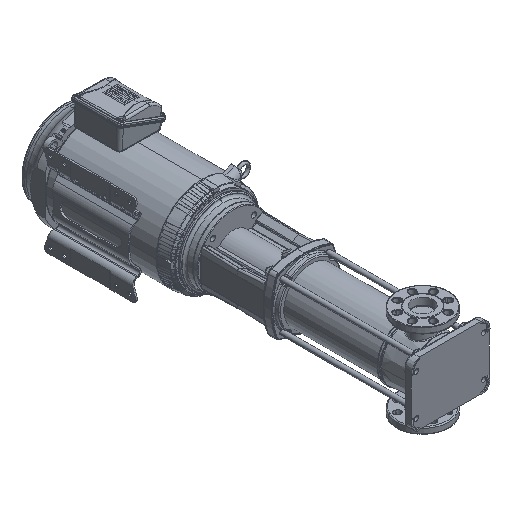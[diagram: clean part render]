
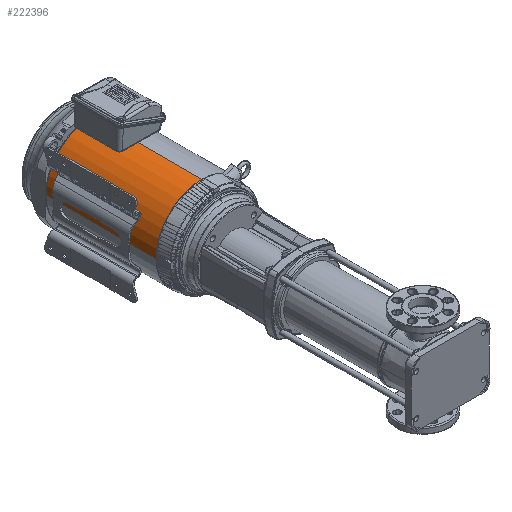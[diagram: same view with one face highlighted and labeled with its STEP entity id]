
A CAD part, isometric view. The second image highlights one B-rep face of the part: STEP entity #222396.
In plain terms, the highlighted cylindrical face has radius 146.3 mm (diameter 292.6 mm), a partial arc.
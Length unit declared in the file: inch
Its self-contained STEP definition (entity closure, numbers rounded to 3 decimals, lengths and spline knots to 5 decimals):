
#5426 = ORIENTED_EDGE ( 'NONE', *, *, #246889, .F. ) ;
#6136 = DIRECTION ( 'NONE',  ( -1., 0., 0. ) ) ;
#9809 = CARTESIAN_POINT ( 'NONE',  ( 46.25072, 0.21852, 0. ) ) ;
#10639 = CARTESIAN_POINT ( 'NONE',  ( -5.61276, 0.21852, 0. ) ) ;
#19167 = AXIS2_PLACEMENT_3D ( 'NONE', #9809, #6136, #64855 ) ;
#34530 = CARTESIAN_POINT ( 'NONE',  ( 46.25072, 0.21852, 5.75984 ) ) ;
#36235 = VERTEX_POINT ( 'NONE', #192246 ) ;
#49861 = ORIENTED_EDGE ( 'NONE', *, *, #169923, .T. ) ;
#53113 = CIRCLE ( 'NONE', #208734, 5.75984 ) ;
#64855 = DIRECTION ( 'NONE',  ( 0., 0., 1. ) ) ;
#66103 = FACE_OUTER_BOUND ( 'NONE', #91450, .T. ) ;
#67023 = VERTEX_POINT ( 'NONE', #195519 ) ;
#72429 = VERTEX_POINT ( 'NONE', #97638 ) ;
#91450 = EDGE_LOOP ( 'NONE', ( #104236, #49861, #152113, #5426 ) ) ;
#97638 = CARTESIAN_POINT ( 'NONE',  ( -5.61276, -5.54132, 0.00101 ) ) ;
#99131 = AXIS2_PLACEMENT_3D ( 'NONE', #10639, #100751, #235687 ) ;
#100751 = DIRECTION ( 'NONE',  ( -1., 0., 0. ) ) ;
#104236 = ORIENTED_EDGE ( 'NONE', *, *, #133973, .T. ) ;
#104844 = CYLINDRICAL_SURFACE ( 'NONE', #19167, 5.75984 ) ;
#114042 = DIRECTION ( 'NONE',  ( 0., -1., 0. ) ) ;
#132137 = DIRECTION ( 'NONE',  ( -1., 0., 0. ) ) ;
#133973 = EDGE_CURVE ( 'NONE', #215510, #67023, #53113, .T. ) ;
#135849 = CARTESIAN_POINT ( 'NONE',  ( 46.25072, -5.54132, 0.00101 ) ) ;
#143372 = CARTESIAN_POINT ( 'NONE',  ( 8.16677, -5.54132, 0.00101 ) ) ;
#147017 = LINE ( 'NONE', #34530, #213548 ) ;
#152113 = ORIENTED_EDGE ( 'NONE', *, *, #225268, .F. ) ;
#169058 = VECTOR ( 'NONE', #132137, 39.37008 ) ;
#169923 = EDGE_CURVE ( 'NONE', #67023, #36235, #147017, .T. ) ;
#172144 = LINE ( 'NONE', #135849, #169058 ) ;
#185802 = DIRECTION ( 'NONE',  ( -1., 0., 0. ) ) ;
#190313 = DIRECTION ( 'NONE',  ( -1., 0., 0. ) ) ;
#192246 = CARTESIAN_POINT ( 'NONE',  ( -5.61276, 0.21852, 5.75984 ) ) ;
#195519 = CARTESIAN_POINT ( 'NONE',  ( 8.16677, 0.21852, 5.75984 ) ) ;
#206903 = CIRCLE ( 'NONE', #99131, 5.75984 ) ;
#208734 = AXIS2_PLACEMENT_3D ( 'NONE', #245304, #190313, #114042 ) ;
#213548 = VECTOR ( 'NONE', #185802, 39.37008 ) ;
#215510 = VERTEX_POINT ( 'NONE', #143372 ) ;
#222396 = ADVANCED_FACE ( 'NONE', ( #66103 ), #104844, .T. ) ;
#225268 = EDGE_CURVE ( 'NONE', #72429, #36235, #206903, .T. ) ;
#235687 = DIRECTION ( 'NONE',  ( 0., -1., 0. ) ) ;
#245304 = CARTESIAN_POINT ( 'NONE',  ( 8.16677, 0.21852, 0. ) ) ;
#246889 = EDGE_CURVE ( 'NONE', #215510, #72429, #172144, .T. ) ;
